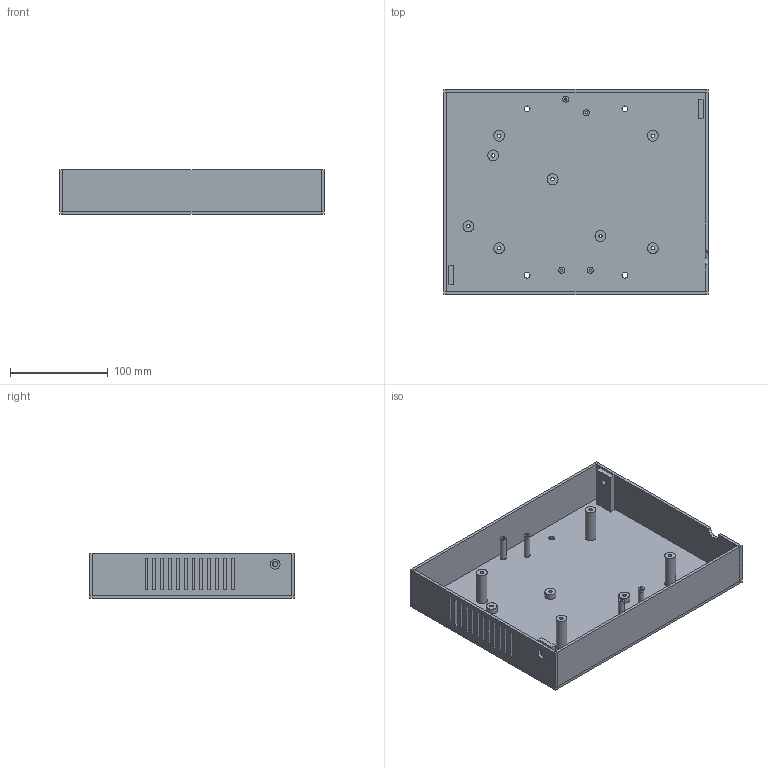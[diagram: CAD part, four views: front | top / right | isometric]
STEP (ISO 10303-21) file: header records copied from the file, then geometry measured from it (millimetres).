
FILE_DESCRIPTION(('FreeCAD Model'),'2;1');
FILE_NAME('Grundplatte.step', '2017-03-02T13:52:21',('Author'),(''), 'Open CASCADE STEP processor 6.8','FreeCAD','Unknown');
FILE_SCHEMA(('AUTOMOTIVE_DESIGN_CC2 { 1 2 10303 214 -1 1 5 4 }'));
Length unit declared in the file: millimetre
Products named in the file (1): Cut066
Bounding box: 270 x 210 x 46 mm (x, y, z)
Volume: 310125.1 mm3; surface area: 214578.6 mm2
Topology: 1 solids, 1 shells, 206 faces, 464 edges, 292 vertices
Faces by surface type: plane 135, cylinder 71
Full cylindrical faces by diameter (mm): 2.3 x4, 3.4 x8, 4.2 x12, 5.2 x24, 5.5 x2, 6 x4, 6.2 x4, 10 x2, 11.2 x8, 15 x1
Entity records: 11631 total; most frequent: CARTESIAN_POINT 2119, DIRECTION 1700, LINE 940, VECTOR 940, ORIENTED_EDGE 928, PCURVE 928, DEFINITIONAL_REPRESENTATION 928, EDGE_CURVE 464
